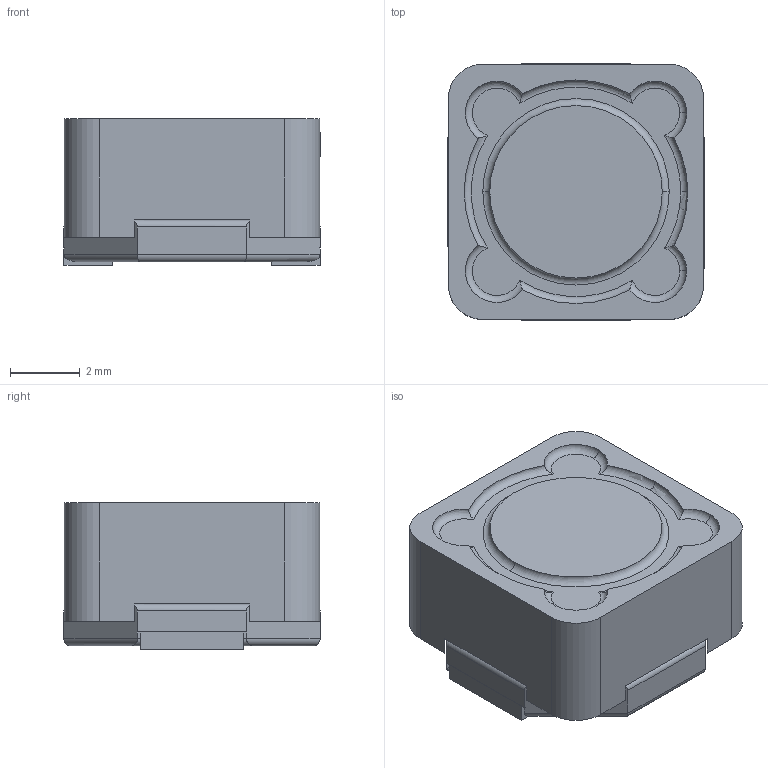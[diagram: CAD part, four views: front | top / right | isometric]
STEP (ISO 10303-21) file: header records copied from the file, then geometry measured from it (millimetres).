
FILE_DESCRIPTION (( 'STEP AP214' ), '1' );
FILE_NAME ('IND-SMD_L7.3-W7.3-H4.2.step', '2023-12-19T08:25:46', ( '' ), ( '' ), 'SwSTEP 2.0', 'SolidWorks 2020', '' );
FILE_SCHEMA (( 'AUTOMOTIVE_DESIGN' ));
Length unit declared in the file: millimetre
Products named in the file (1): IND-SMD_L7.3-W7.3-H4.2
Bounding box: 7.32 x 7.32 x 4.2 mm (x, y, z)
Volume: 204.6 mm3; surface area: 345.4 mm2
Topology: 4 solids, 4 shells, 319 faces, 854 edges, 564 vertices
Faces by surface type: plane 184, bspline 98, cylinder 24, torus 13
Entity records: 13973 total; most frequent: CARTESIAN_POINT 3144, ORIENTED_EDGE 1708, DIRECTION 1117, EDGE_CURVE 854, LINE 579, VECTOR 579, VERTEX_POINT 564, EDGE_LOOP 340
